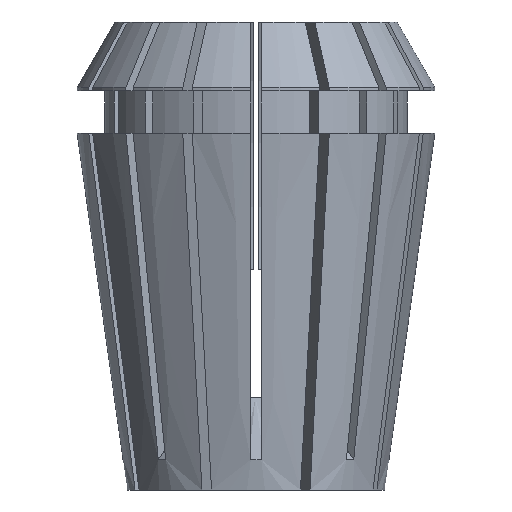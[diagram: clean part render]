
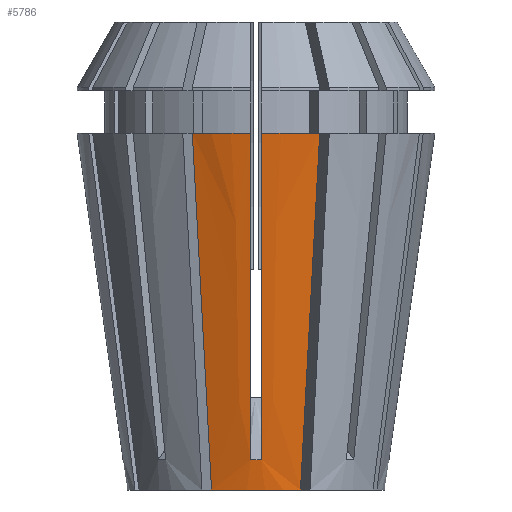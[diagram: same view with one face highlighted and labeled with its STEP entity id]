
A CAD part, left-side view. The second image highlights one B-rep face of the part: STEP entity #5786.
In plain terms, the highlighted conical face has half-angle 8 degrees and reference radius 9.36 mm.
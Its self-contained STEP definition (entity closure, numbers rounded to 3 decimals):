
#11 = VERTEX_POINT ( 'NONE', #3053 ) ;
#43 = CARTESIAN_POINT ( 'NONE',  ( -10.615, -0.375, 8.973 ) ) ;
#95 = DIRECTION ( 'NONE',  ( 1., 0., 0. ) ) ;
#260 = ORIENTED_EDGE ( 'NONE', *, *, #4830, .F. ) ;
#277 = CARTESIAN_POINT ( 'NONE',  ( -9.07, -3.351, 2.199 ) ) ;
#398 = CARTESIAN_POINT ( 'NONE',  ( 0., 0., 25.9 ) ) ;
#474 = CARTESIAN_POINT ( 'NONE',  ( 0., 0., 0. ) ) ;
#505 = CARTESIAN_POINT ( 'NONE',  ( -9.663, 0.375, 2.206 ) ) ;
#581 = CARTESIAN_POINT ( 'NONE',  ( 0., 0., 25.9 ) ) ;
#607 = CARTESIAN_POINT ( 'NONE',  ( -9.714, 0.375, 2.565 ) ) ;
#804 = EDGE_LOOP ( 'NONE', ( #1651, #7188, #4891, #260, #4494, #2589, #2806, #4294 ) ) ;
#865 = CARTESIAN_POINT ( 'NONE',  ( -10.192, 3.816, 10.832 ) ) ;
#938 = VERTEX_POINT ( 'NONE', #6273 ) ;
#1002 = B_SPLINE_CURVE_WITH_KNOTS ( 'NONE', 3,
 ( #4680, #4096, #3518, #2946, #6450, #43, #5755, #1781, #2330, #4636 ),
 .UNSPECIFIED., .F., .F.,
 ( 4, 3, 3, 4 ),
 ( 0.051, 0.057, 0.074, 0.075 ),
 .UNSPECIFIED. ) ;
#1078 = CARTESIAN_POINT ( 'NONE',  ( -9.672, 0.125, 2.198 ) ) ;
#1153 = CARTESIAN_POINT ( 'NONE',  ( -12.995, 0.375, 25.9 ) ) ;
#1193 = CARTESIAN_POINT ( 'NONE',  ( 0., 0., 0. ) ) ;
#1424 = CARTESIAN_POINT ( 'NONE',  ( -8.927, 3.292, 1.099 ) ) ;
#1499 = EDGE_CURVE ( 'NONE', #6218, #6523, #4247, .T. ) ;
#1625 = EDGE_CURVE ( 'NONE', #3140, #4862, #4072, .T. ) ;
#1651 = ORIENTED_EDGE ( 'NONE', *, *, #3948, .T. ) ;
#1656 = CARTESIAN_POINT ( 'NONE',  ( -12.216, 0.375, 20.357 ) ) ;
#1781 = CARTESIAN_POINT ( 'NONE',  ( -9.764, -0.375, 2.923 ) ) ;
#1941 = EDGE_CURVE ( 'NONE', #938, #11, #5049, .T. ) ;
#2006 = CARTESIAN_POINT ( 'NONE',  ( -8.927, -3.292, 1.099 ) ) ;
#2068 = B_SPLINE_CURVE_WITH_KNOTS ( 'NONE', 3,
 ( #1153, #5125, #4533, #1656, #7445, #5158, #2841, #5712, #607, #6356 ),
 .UNSPECIFIED., .F., .F.,
 ( 4, 3, 3, 4 ),
 ( 0.051, 0.057, 0.074, 0.075 ),
 .UNSPECIFIED. ) ;
#2075 = EDGE_CURVE ( 'NONE', #4862, #11, #1002, .T. ) ;
#2096 = DIRECTION ( 'NONE',  ( 0., 0., -1. ) ) ;
#2123 = CARTESIAN_POINT ( 'NONE',  ( -12.149, 4.626, 25.9 ) ) ;
#2202 = DIRECTION ( 'NONE',  ( -1., 0., 0. ) ) ;
#2301 = B_SPLINE_CURVE_WITH_KNOTS ( 'NONE', 3,
 ( #2123, #4372, #865, #3797, #2662, #1424, #5557 ),
 .UNSPECIFIED., .F., .F.,
 ( 4, 3, 4 ),
 ( 0., 0.023, 0.026 ),
 .UNSPECIFIED. ) ;
#2330 = CARTESIAN_POINT ( 'NONE',  ( -9.714, -0.375, 2.565 ) ) ;
#2395 = DIRECTION ( 'NONE',  ( 0., 0., 1. ) ) ;
#2589 = ORIENTED_EDGE ( 'NONE', *, *, #2075, .T. ) ;
#2652 = CARTESIAN_POINT ( 'NONE',  ( -12.995, -0.375, 25.9 ) ) ;
#2662 = CARTESIAN_POINT ( 'NONE',  ( -9.07, 3.351, 2.199 ) ) ;
#2714 = DIRECTION ( 'NONE',  ( -1., 0., 0. ) ) ;
#2806 = ORIENTED_EDGE ( 'NONE', *, *, #1941, .F. ) ;
#2841 = CARTESIAN_POINT ( 'NONE',  ( -9.814, 0.375, 3.282 ) ) ;
#2924 = DIRECTION ( 'NONE',  ( -1., 0., 0. ) ) ;
#2946 = CARTESIAN_POINT ( 'NONE',  ( -12.216, -0.375, 20.357 ) ) ;
#3053 = CARTESIAN_POINT ( 'NONE',  ( -9.663, -0.375, 2.206 ) ) ;
#3126 = CARTESIAN_POINT ( 'NONE',  ( -12.149, 4.626, 25.9 ) ) ;
#3140 = VERTEX_POINT ( 'NONE', #6491 ) ;
#3155 = AXIS2_PLACEMENT_3D ( 'NONE', #474, #4480, #2202 ) ;
#3269 = AXIS2_PLACEMENT_3D ( 'NONE', #398, #2096, #2714 ) ;
#3518 = CARTESIAN_POINT ( 'NONE',  ( -12.475, -0.375, 22.205 ) ) ;
#3631 = FACE_OUTER_BOUND ( 'NONE', #804, .T. ) ;
#3713 = CARTESIAN_POINT ( 'NONE',  ( -12.149, -4.626, 25.9 ) ) ;
#3797 = CARTESIAN_POINT ( 'NONE',  ( -9.213, 3.41, 3.298 ) ) ;
#3948 = EDGE_CURVE ( 'NONE', #4112, #6886, #6577, .T. ) ;
#4072 = CIRCLE ( 'NONE', #6903, 13. ) ;
#4096 = CARTESIAN_POINT ( 'NONE',  ( -12.735, -0.375, 24.052 ) ) ;
#4097 = CARTESIAN_POINT ( 'NONE',  ( -8.784, 3.233, 0. ) ) ;
#4112 = VERTEX_POINT ( 'NONE', #7429 ) ;
#4247 = CIRCLE ( 'NONE', #3155, 9.36 ) ;
#4255 = CONICAL_SURFACE ( 'NONE', #7431, 9.36, 0.14 ) ;
#4294 = ORIENTED_EDGE ( 'NONE', *, *, #4570, .F. ) ;
#4372 = CARTESIAN_POINT ( 'NONE',  ( -11.171, 4.221, 18.366 ) ) ;
#4480 = DIRECTION ( 'NONE',  ( 0., 0., -1. ) ) ;
#4494 = ORIENTED_EDGE ( 'NONE', *, *, #1625, .T. ) ;
#4533 = CARTESIAN_POINT ( 'NONE',  ( -12.475, 0.375, 22.205 ) ) ;
#4570 = EDGE_CURVE ( 'NONE', #4112, #938, #2068, .T. ) ;
#4587 = DIRECTION ( 'NONE',  ( 0., 0., -1. ) ) ;
#4636 = CARTESIAN_POINT ( 'NONE',  ( -9.663, -0.375, 2.206 ) ) ;
#4680 = CARTESIAN_POINT ( 'NONE',  ( -12.995, -0.375, 25.9 ) ) ;
#4772 = CARTESIAN_POINT ( 'NONE',  ( -8.784, -3.233, 0. ) ) ;
#4830 = EDGE_CURVE ( 'NONE', #3140, #6218, #4966, .T. ) ;
#4862 = VERTEX_POINT ( 'NONE', #2652 ) ;
#4891 = ORIENTED_EDGE ( 'NONE', *, *, #1499, .F. ) ;
#4966 = B_SPLINE_CURVE_WITH_KNOTS ( 'NONE', 3,
 ( #3713, #7174, #5388, #7194, #277, #2006, #4772 ),
 .UNSPECIFIED., .F., .F.,
 ( 4, 3, 4 ),
 ( 0., 0.023, 0.026 ),
 .UNSPECIFIED. ) ;
#5049 = B_SPLINE_CURVE_WITH_KNOTS ( 'NONE', 3,
 ( #505, #1078, #6252, #6276 ),
 .UNSPECIFIED., .F., .F.,
 ( 4, 4 ),
 ( 0., 0.001 ),
 .UNSPECIFIED. ) ;
#5125 = CARTESIAN_POINT ( 'NONE',  ( -12.735, 0.375, 24.052 ) ) ;
#5158 = CARTESIAN_POINT ( 'NONE',  ( -10.615, 0.375, 8.973 ) ) ;
#5388 = CARTESIAN_POINT ( 'NONE',  ( -10.192, -3.816, 10.832 ) ) ;
#5557 = CARTESIAN_POINT ( 'NONE',  ( -8.784, 3.233, 0. ) ) ;
#5655 = CARTESIAN_POINT ( 'NONE',  ( -8.784, -3.233, 0. ) ) ;
#5712 = CARTESIAN_POINT ( 'NONE',  ( -9.764, 0.375, 2.923 ) ) ;
#5755 = CARTESIAN_POINT ( 'NONE',  ( -9.814, -0.375, 3.282 ) ) ;
#5786 = ADVANCED_FACE ( 'NONE', ( #3631 ), #4255, .T. ) ;
#6164 = EDGE_CURVE ( 'NONE', #6886, #6523, #2301, .T. ) ;
#6218 = VERTEX_POINT ( 'NONE', #5655 ) ;
#6252 = CARTESIAN_POINT ( 'NONE',  ( -9.672, -0.125, 2.198 ) ) ;
#6273 = CARTESIAN_POINT ( 'NONE',  ( -9.663, 0.375, 2.206 ) ) ;
#6276 = CARTESIAN_POINT ( 'NONE',  ( -9.663, -0.375, 2.206 ) ) ;
#6356 = CARTESIAN_POINT ( 'NONE',  ( -9.663, 0.375, 2.206 ) ) ;
#6450 = CARTESIAN_POINT ( 'NONE',  ( -11.415, -0.375, 14.665 ) ) ;
#6491 = CARTESIAN_POINT ( 'NONE',  ( -12.149, -4.626, 25.9 ) ) ;
#6523 = VERTEX_POINT ( 'NONE', #4097 ) ;
#6577 = CIRCLE ( 'NONE', #3269, 13. ) ;
#6886 = VERTEX_POINT ( 'NONE', #3126 ) ;
#6903 = AXIS2_PLACEMENT_3D ( 'NONE', #581, #4587, #2924 ) ;
#7174 = CARTESIAN_POINT ( 'NONE',  ( -11.171, -4.221, 18.366 ) ) ;
#7188 = ORIENTED_EDGE ( 'NONE', *, *, #6164, .T. ) ;
#7194 = CARTESIAN_POINT ( 'NONE',  ( -9.213, -3.41, 3.298 ) ) ;
#7429 = CARTESIAN_POINT ( 'NONE',  ( -12.995, 0.375, 25.9 ) ) ;
#7431 = AXIS2_PLACEMENT_3D ( 'NONE', #1193, #2395, #95 ) ;
#7445 = CARTESIAN_POINT ( 'NONE',  ( -11.415, 0.375, 14.665 ) ) ;
